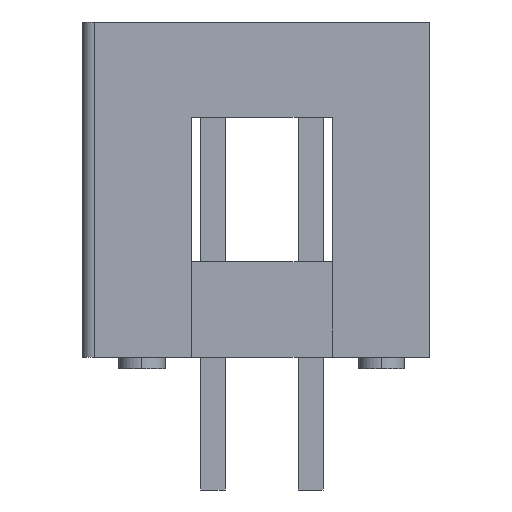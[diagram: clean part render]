
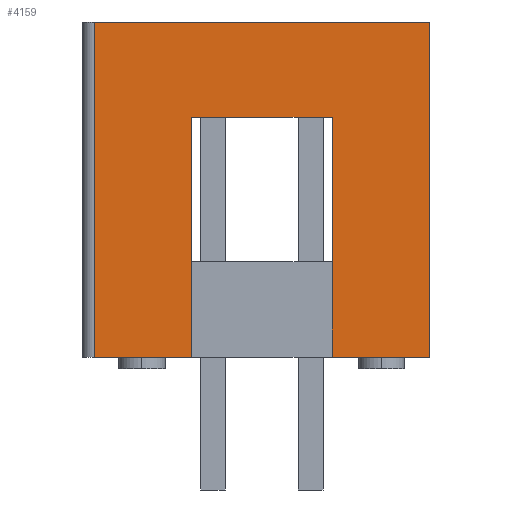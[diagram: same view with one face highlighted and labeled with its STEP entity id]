
A CAD part, left-side view. The second image highlights one B-rep face of the part: STEP entity #4159.
In plain terms, the highlighted planar face has unit normal (-1, 0, 0).
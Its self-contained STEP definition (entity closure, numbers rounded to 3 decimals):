
#84=DIRECTION('',(0.,-1.,0.));
#85=VECTOR('',#84,8.7);
#86=CARTESIAN_POINT('',(-16.525,4.35,0.));
#87=LINE('',#86,#85);
#251=DIRECTION('',(0.,0.,-1.));
#252=VECTOR('',#251,8.7);
#253=CARTESIAN_POINT('',(-16.525,-4.35,0.));
#254=LINE('',#253,#252);
#639=DIRECTION('',(0.,-1.,0.));
#640=VECTOR('',#639,2.52);
#641=CARTESIAN_POINT('',(-16.525,-1.83,-8.7));
#642=LINE('',#641,#640);
#698=DIRECTION('',(0.,-1.,0.));
#699=VECTOR('',#698,2.52);
#700=CARTESIAN_POINT('',(-16.525,4.35,-8.7));
#701=LINE('',#700,#699);
#1086=DIRECTION('',(0.,0.,1.));
#1087=VECTOR('',#1086,6.23);
#1088=CARTESIAN_POINT('',(-16.525,-1.83,-8.7));
#1089=LINE('',#1088,#1087);
#1090=DIRECTION('',(0.,-1.,0.));
#1091=VECTOR('',#1090,3.66);
#1092=CARTESIAN_POINT('',(-16.525,1.83,-2.47));
#1093=LINE('',#1092,#1091);
#1094=DIRECTION('',(0.,0.,1.));
#1095=VECTOR('',#1094,6.23);
#1096=CARTESIAN_POINT('',(-16.525,1.83,-8.7));
#1097=LINE('',#1096,#1095);
#1098=DIRECTION('',(0.,0.,-1.));
#1099=VECTOR('',#1098,8.7);
#1100=CARTESIAN_POINT('',(-16.525,4.35,0.));
#1101=LINE('',#1100,#1099);
#2514=CARTESIAN_POINT('',(-16.525,4.35,0.));
#2515=CARTESIAN_POINT('',(-16.525,-4.35,0.));
#2516=VERTEX_POINT('',#2514);
#2517=VERTEX_POINT('',#2515);
#2534=CARTESIAN_POINT('',(-16.525,-4.35,-8.7));
#2536=VERTEX_POINT('',#2534);
#2552=CARTESIAN_POINT('',(-16.525,4.35,-8.7));
#2553=VERTEX_POINT('',#2552);
#2558=CARTESIAN_POINT('',(-16.525,-1.83,-8.7));
#2560=VERTEX_POINT('',#2558);
#2566=CARTESIAN_POINT('',(-16.525,1.83,-8.7));
#2568=VERTEX_POINT('',#2566);
#2574=CARTESIAN_POINT('',(-16.525,-1.83,-2.47));
#2575=VERTEX_POINT('',#2574);
#2576=CARTESIAN_POINT('',(-16.525,1.83,-2.47));
#2577=VERTEX_POINT('',#2576);
#4142=CARTESIAN_POINT('',(-16.525,4.35,0.));
#4143=DIRECTION('',(-1.,0.,0.));
#4144=DIRECTION('',(0.,-1.,0.));
#4145=AXIS2_PLACEMENT_3D('',#4142,#4143,#4144);
#4146=PLANE('',#4145);
#4147=ORIENTED_EDGE('',*,*,#4107,.T.);
#4148=ORIENTED_EDGE('',*,*,#4133,.F.);
#4150=ORIENTED_EDGE('',*,*,#4149,.F.);
#4151=ORIENTED_EDGE('',*,*,#3865,.F.);
#4153=ORIENTED_EDGE('',*,*,#4152,.F.);
#4154=ORIENTED_EDGE('',*,*,#3325,.T.);
#4155=ORIENTED_EDGE('',*,*,#3563,.T.);
#4156=ORIENTED_EDGE('',*,*,#3838,.F.);
#4157=EDGE_LOOP('',(#4147,#4148,#4150,#4151,#4153,#4154,#4155,#4156));
#4158=FACE_OUTER_BOUND('',#4157,.F.);
#4159=ADVANCED_FACE('',(#4158),#4146,.T.);
#3325=EDGE_CURVE('',#2516,#2517,#87,.T.);
#3563=EDGE_CURVE('',#2517,#2536,#254,.T.);
#3838=EDGE_CURVE('',#2560,#2536,#642,.T.);
#3865=EDGE_CURVE('',#2553,#2568,#701,.T.);
#4107=EDGE_CURVE('',#2560,#2575,#1089,.T.);
#4133=EDGE_CURVE('',#2577,#2575,#1093,.T.);
#4149=EDGE_CURVE('',#2568,#2577,#1097,.T.);
#4152=EDGE_CURVE('',#2516,#2553,#1101,.T.);
